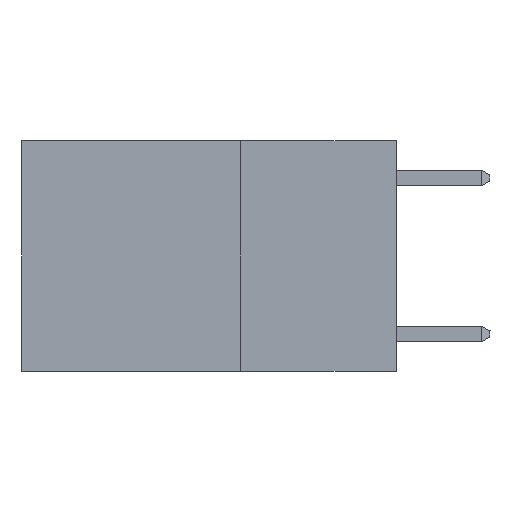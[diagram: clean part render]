
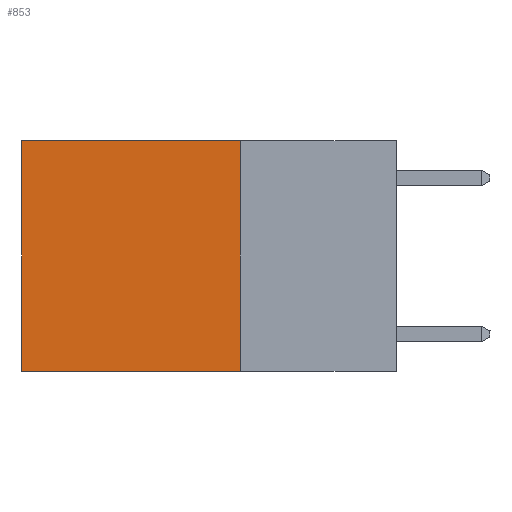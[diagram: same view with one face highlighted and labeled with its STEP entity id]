
A CAD part, left-side view. The second image highlights one B-rep face of the part: STEP entity #853.
In plain terms, the highlighted planar face has unit normal (-1, 0, 0).
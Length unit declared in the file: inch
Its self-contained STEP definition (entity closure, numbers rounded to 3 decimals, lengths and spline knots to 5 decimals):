
#426 = CARTESIAN_POINT ( 'NONE',  ( 0.2625, 0.6, -0.37 ) ) ;
#546 = EDGE_LOOP ( 'NONE', ( #991, #6615, #14789, #13249 ) ) ;
#853 = ADVANCED_FACE ( 'NONE', ( #2919 ), #13875, .F. ) ;
#991 = ORIENTED_EDGE ( 'NONE', *, *, #2023, .T. ) ;
#1053 = LINE ( 'NONE', #14027, #13861 ) ;
#2023 = EDGE_CURVE ( 'NONE', #5280, #7064, #5100, .T. ) ;
#2351 = AXIS2_PLACEMENT_3D ( 'NONE', #8805, #11452, #15156 ) ;
#2488 = CARTESIAN_POINT ( 'NONE',  ( 0.2625, 0.6, 0. ) ) ;
#2679 = VECTOR ( 'NONE', #5064, 39.37008 ) ;
#2909 = CARTESIAN_POINT ( 'NONE',  ( 0.2625, 0.6, 0. ) ) ;
#2919 = FACE_OUTER_BOUND ( 'NONE', #546, .T. ) ;
#3131 = VECTOR ( 'NONE', #11678, 39.37008 ) ;
#4536 = LINE ( 'NONE', #15202, #3131 ) ;
#5064 = DIRECTION ( 'NONE',  ( 0., 0., -1. ) ) ;
#5100 = LINE ( 'NONE', #2488, #2679 ) ;
#5280 = VERTEX_POINT ( 'NONE', #2909 ) ;
#6615 = ORIENTED_EDGE ( 'NONE', *, *, #15611, .F. ) ;
#6924 = VERTEX_POINT ( 'NONE', #11543 ) ;
#7064 = VERTEX_POINT ( 'NONE', #426 ) ;
#8627 = CARTESIAN_POINT ( 'NONE',  ( 0.2625, 0.25, -0.37 ) ) ;
#8805 = CARTESIAN_POINT ( 'NONE',  ( 0.2625, 0.25, 0. ) ) ;
#9839 = CARTESIAN_POINT ( 'NONE',  ( 0.2625, 0.25, 0. ) ) ;
#11191 = DIRECTION ( 'NONE',  ( 0., 0., -1. ) ) ;
#11452 = DIRECTION ( 'NONE',  ( 1., 0., 0. ) ) ;
#11543 = CARTESIAN_POINT ( 'NONE',  ( 0.2625, 0.25, 0. ) ) ;
#11678 = DIRECTION ( 'NONE',  ( 0., 1., 0. ) ) ;
#12398 = VECTOR ( 'NONE', #11191, 39.37008 ) ;
#12440 = EDGE_CURVE ( 'NONE', #6924, #13787, #12863, .T. ) ;
#12863 = LINE ( 'NONE', #9839, #12398 ) ;
#13223 = EDGE_CURVE ( 'NONE', #6924, #5280, #4536, .T. ) ;
#13249 = ORIENTED_EDGE ( 'NONE', *, *, #13223, .T. ) ;
#13787 = VERTEX_POINT ( 'NONE', #8627 ) ;
#13861 = VECTOR ( 'NONE', #15483, 39.37008 ) ;
#13875 = PLANE ( 'NONE',  #2351 ) ;
#14027 = CARTESIAN_POINT ( 'NONE',  ( 0.2625, 0.25, -0.37 ) ) ;
#14789 = ORIENTED_EDGE ( 'NONE', *, *, #12440, .F. ) ;
#15156 = DIRECTION ( 'NONE',  ( 0., 0., -1. ) ) ;
#15202 = CARTESIAN_POINT ( 'NONE',  ( 0.2625, 0.25, 0. ) ) ;
#15483 = DIRECTION ( 'NONE',  ( 0., 1., 0. ) ) ;
#15611 = EDGE_CURVE ( 'NONE', #13787, #7064, #1053, .T. ) ;
